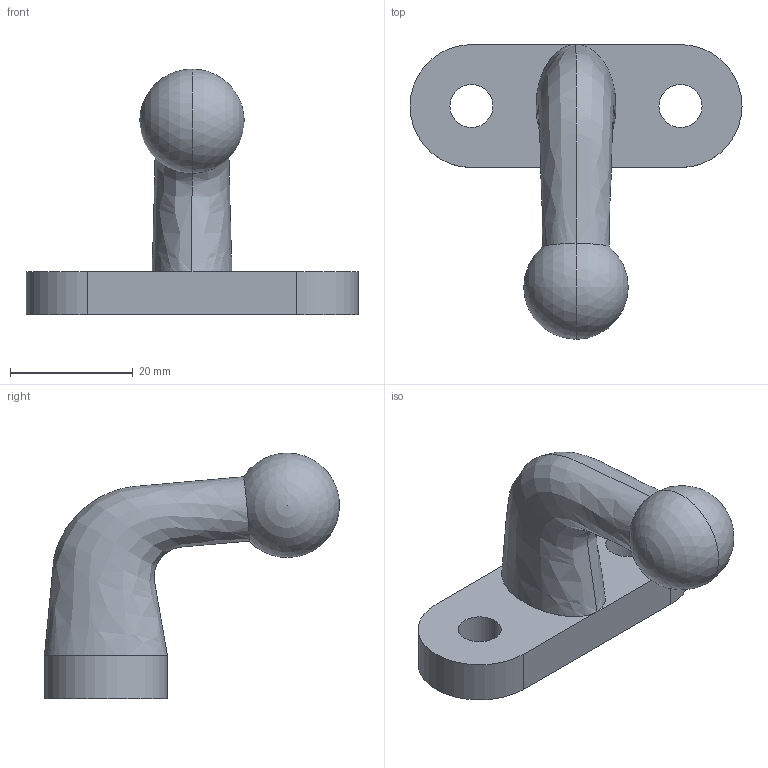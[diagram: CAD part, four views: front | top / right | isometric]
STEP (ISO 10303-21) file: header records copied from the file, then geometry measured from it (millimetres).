
FILE_DESCRIPTION (( 'STEP AP203' ), '1' );
FILE_NAME ('B-1888-2_.STEP', '2007-03-03T06:25:26', ( ' ' ), ( ' ' ), 'SwSTEP 2.0', 'SolidWorks 2006104', '' );
FILE_SCHEMA (( 'CONFIG_CONTROL_DESIGN' ));
Length unit declared in the file: millimetre
Products named in the file (1): B-1888-2_
Bounding box: 54 x 48 x 40 mm (x, y, z)
Volume: 14566.6 mm3; surface area: 5393.5 mm2
Topology: 1 solids, 1 shells, 16 faces, 42 edges, 26 vertices
Faces by surface type: cylinder 7, plane 5, bspline 2, sphere 2
Entity records: 1221 total; most frequent: CARTESIAN_POINT 775, DIRECTION 77, ORIENTED_EDGE 74, EDGE_CURVE 37, AXIS2_PLACEMENT_3D 31, VERTEX_POINT 23, EDGE_LOOP 20, FACE_OUTER_BOUND 16
